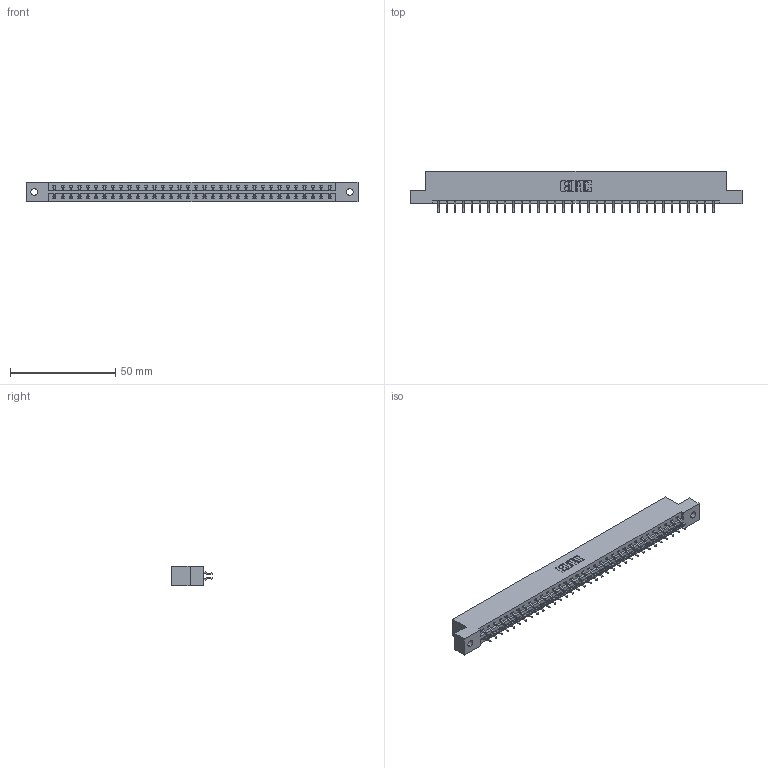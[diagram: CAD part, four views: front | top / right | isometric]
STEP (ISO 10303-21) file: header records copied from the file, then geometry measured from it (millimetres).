
FILE_DESCRIPTION (( 'STEP AP203' ), '1' );
FILE_NAME ('387-068-556-202.STEP', '2019-10-19T21:44:22', ( '' ), ( '' ), 'SwSTEP 2.0', 'SolidWorks 2016', '' );
FILE_SCHEMA (( 'CONFIG_CONTROL_DESIGN' ));
Length unit declared in the file: inch
Products named in the file (3): 337 Part_Flush Mounting Lugs - 0.128 Dia; 387-068-556-202; 345-292-001_556 Tail
Assembly tree (69 placements, depth 2):
  387-068-556-202
    337 Part_Flush Mounting Lugs - 0.128 Dia
    345-292-001_556 Tail  x68
Bounding box: 157.73 x 19.57 x 9.4 mm (x, y, z)
Volume: 16477.4 mm3; surface area: 18205.6 mm2
Topology: 69 solids, 69 shells, 4194 faces, 12483 edges, 8230 vertices
Faces by surface type: plane 2926, cylinder 1268
Entity records: 27619 total; most frequent: CARTESIAN_POINT 4674, ORIENTED_EDGE 4598, DIRECTION 3979, EDGE_CURVE 2299, VECTOR 2163, LINE 2163, VERTEX_POINT 1530, AXIS2_PLACEMENT_3D 908
